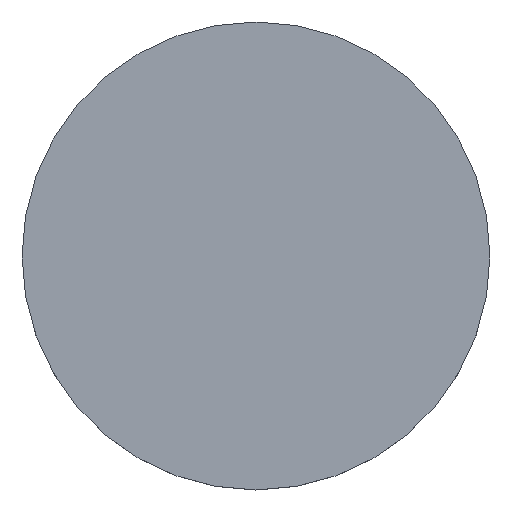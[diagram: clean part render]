
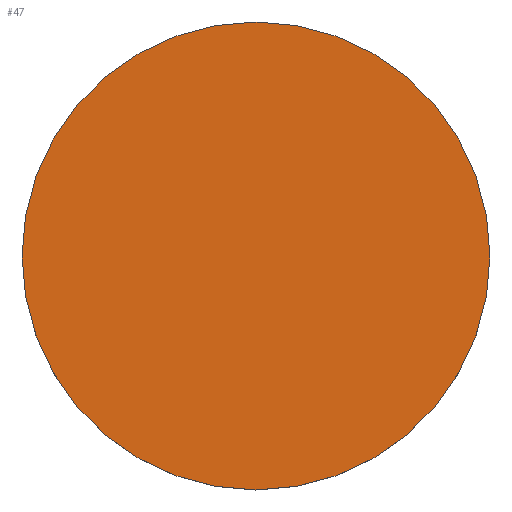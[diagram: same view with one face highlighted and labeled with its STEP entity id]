
A CAD part, top view. The second image highlights one B-rep face of the part: STEP entity #47.
In plain terms, the highlighted planar face has unit normal (0, 0, 1).
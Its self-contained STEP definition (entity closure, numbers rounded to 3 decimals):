
#2 = DIRECTION ( 'NONE',  ( 1., 0., 0. ) ) ;
#12 = AXIS2_PLACEMENT_3D ( 'NONE', #32, #87, #230 ) ;
#14 = CARTESIAN_POINT ( 'NONE',  ( 25.4, 0., 5. ) ) ;
#18 = DIRECTION ( 'NONE',  ( 0., 0., -1. ) ) ;
#28 = AXIS2_PLACEMENT_3D ( 'NONE', #94, #18, #2 ) ;
#32 = CARTESIAN_POINT ( 'NONE',  ( 0., 52.02, 5. ) ) ;
#47 = ADVANCED_FACE ( 'NONE', ( #148 ), #215, .T. ) ;
#62 = EDGE_CURVE ( 'NONE', #111, #129, #78, .T. ) ;
#78 = CIRCLE ( 'NONE', #99, 25.4 ) ;
#80 = EDGE_LOOP ( 'NONE', ( #133, #123 ) ) ;
#83 = EDGE_CURVE ( 'NONE', #129, #111, #100, .T. ) ;
#87 = DIRECTION ( 'NONE',  ( 0., 0., 1. ) ) ;
#91 = DIRECTION ( 'NONE',  ( 1., 0., 0. ) ) ;
#94 = CARTESIAN_POINT ( 'NONE',  ( 0., 0., 5. ) ) ;
#99 = AXIS2_PLACEMENT_3D ( 'NONE', #127, #150, #91 ) ;
#100 = CIRCLE ( 'NONE', #28, 25.4 ) ;
#111 = VERTEX_POINT ( 'NONE', #231 ) ;
#123 = ORIENTED_EDGE ( 'NONE', *, *, #62, .F. ) ;
#127 = CARTESIAN_POINT ( 'NONE',  ( 0., 0., 5. ) ) ;
#129 = VERTEX_POINT ( 'NONE', #14 ) ;
#133 = ORIENTED_EDGE ( 'NONE', *, *, #83, .F. ) ;
#148 = FACE_OUTER_BOUND ( 'NONE', #80, .T. ) ;
#150 = DIRECTION ( 'NONE',  ( 0., 0., -1. ) ) ;
#215 = PLANE ( 'NONE',  #12 ) ;
#230 = DIRECTION ( 'NONE',  ( 1., 0., 0. ) ) ;
#231 = CARTESIAN_POINT ( 'NONE',  ( -25.4, 0., 5. ) ) ;
